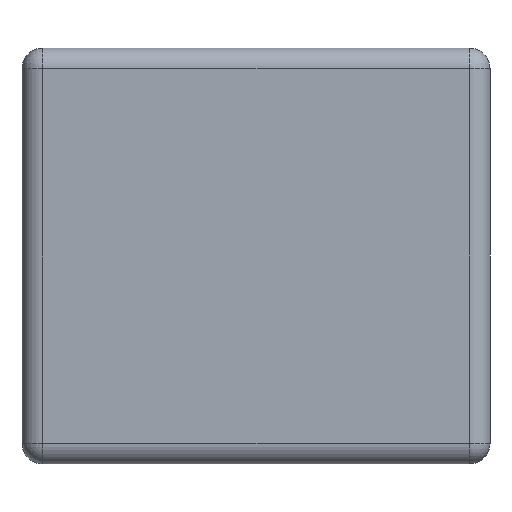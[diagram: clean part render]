
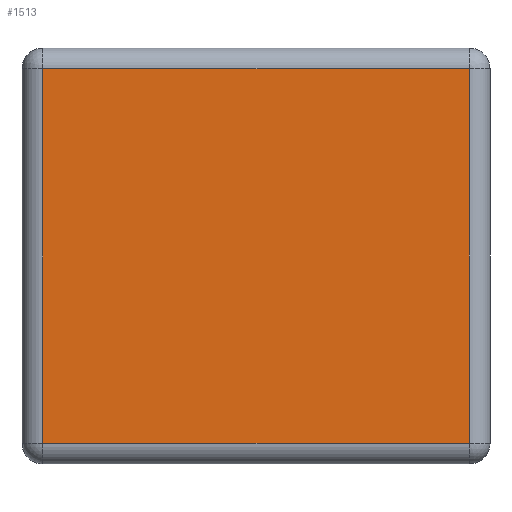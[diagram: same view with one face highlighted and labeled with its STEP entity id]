
A CAD part, left-side view. The second image highlights one B-rep face of the part: STEP entity #1513.
In plain terms, the highlighted planar face has unit normal (-1, 0, 0).
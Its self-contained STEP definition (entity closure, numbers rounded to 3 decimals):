
#210=FACE_OUTER_BOUND('',#305,.T.);
#305=EDGE_LOOP('',(#1387,#1388,#1389,#1390));
#385=LINE('',#3039,#482);
#389=LINE('',#3048,#486);
#393=LINE('',#3057,#490);
#395=LINE('',#3060,#492);
#482=VECTOR('',#1801,10.);
#486=VECTOR('',#1811,10.);
#490=VECTOR('',#1821,10.);
#492=VECTOR('',#1825,10.);
#722=VERTEX_POINT('',#3011);
#727=VERTEX_POINT('',#3021);
#728=VERTEX_POINT('',#3025);
#731=VERTEX_POINT('',#3032);
#937=EDGE_CURVE('',#731,#727,#385,.T.);
#942=EDGE_CURVE('',#728,#731,#389,.T.);
#947=EDGE_CURVE('',#722,#728,#393,.T.);
#949=EDGE_CURVE('',#727,#722,#395,.T.);
#1387=ORIENTED_EDGE('',*,*,#937,.F.);
#1388=ORIENTED_EDGE('',*,*,#942,.F.);
#1389=ORIENTED_EDGE('',*,*,#947,.F.);
#1390=ORIENTED_EDGE('',*,*,#949,.F.);
#1419=PLANE('',#1620);
#1513=ADVANCED_FACE('',(#210),#1419,.F.);
#1620=AXIS2_PLACEMENT_3D('',#3081,#1849,#1850);
#1801=DIRECTION('',(0.,-1.,0.));
#1811=DIRECTION('',(0.,0.,1.));
#1821=DIRECTION('',(0.,1.,0.));
#1825=DIRECTION('',(0.,0.,-1.));
#1849=DIRECTION('center_axis',(1.,0.,0.));
#1850=DIRECTION('ref_axis',(0.,0.,-1.));
#3011=CARTESIAN_POINT('',(0.,0.04,-0.76));
#3021=CARTESIAN_POINT('',(0.,0.04,-0.04));
#3025=CARTESIAN_POINT('',(0.,0.86,-0.76));
#3032=CARTESIAN_POINT('',(0.,0.86,-0.04));
#3039=CARTESIAN_POINT('',(0.,0.675,-0.04));
#3048=CARTESIAN_POINT('',(0.,0.86,-0.6));
#3057=CARTESIAN_POINT('',(0.,0.225,-0.76));
#3060=CARTESIAN_POINT('',(0.,0.04,-0.2));
#3081=CARTESIAN_POINT('Origin',(0.,0.45,-0.4));
